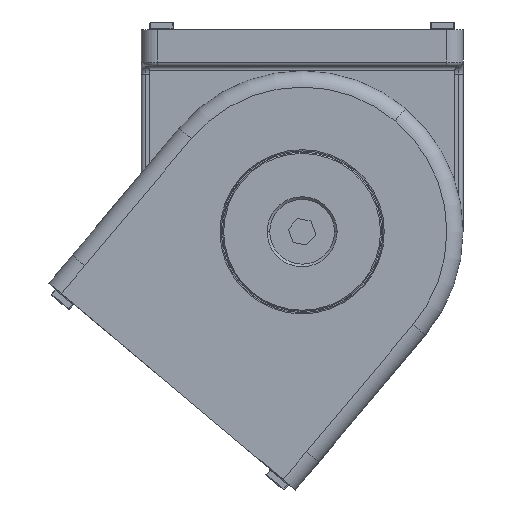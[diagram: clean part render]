
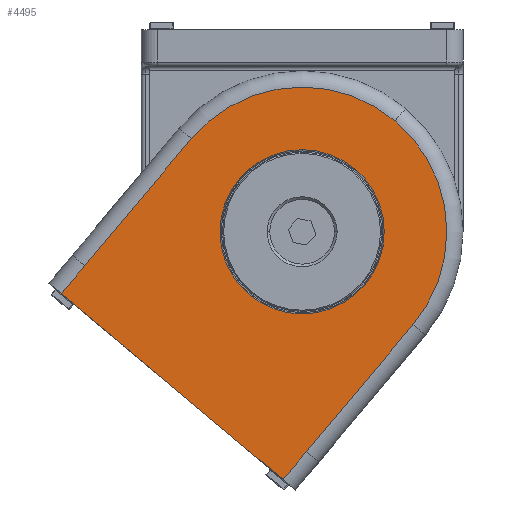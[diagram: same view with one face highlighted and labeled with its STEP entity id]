
A CAD part, front view. The second image highlights one B-rep face of the part: STEP entity #4495.
In plain terms, the highlighted face is planar.
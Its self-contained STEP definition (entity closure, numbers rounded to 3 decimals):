
#433 = FACE_OUTER_BOUND ( 'NONE', #9806, .T. ) ;
#543 = CARTESIAN_POINT ( 'NONE',  ( 0., 19.9, -41. ) ) ;
#550 = CARTESIAN_POINT ( 'NONE',  ( 0., 19.9, -41. ) ) ;
#780 = AXIS2_PLACEMENT_3D ( 'NONE', #9006, #11451, #4219 ) ;
#799 = AXIS2_PLACEMENT_3D ( 'NONE', #9087, #1895, #10330 ) ;
#1318 = VERTEX_POINT ( 'NONE', #14645 ) ;
#1468 = VECTOR ( 'NONE', #11381, 1000. ) ;
#1558 = CARTESIAN_POINT ( 'NONE',  ( -35.8, 19.9, -41. ) ) ;
#1775 = DIRECTION ( 'NONE',  ( 0., 0., -1. ) ) ;
#1782 = DIRECTION ( 'NONE',  ( 0., 0., -1. ) ) ;
#1830 = CARTESIAN_POINT ( 'NONE',  ( 35.8, 19.9, 9. ) ) ;
#1895 = DIRECTION ( 'NONE',  ( 0., 1., 0. ) ) ;
#1969 = VERTEX_POINT ( 'NONE', #1558 ) ;
#1984 = ORIENTED_EDGE ( 'NONE', *, *, #6348, .F. ) ;
#2676 = VECTOR ( 'NONE', #9110, 1000. ) ;
#2965 = ORIENTED_EDGE ( 'NONE', *, *, #6208, .T. ) ;
#3282 = FACE_BOUND ( 'NONE', #13294, .T. ) ;
#3554 = DIRECTION ( 'NONE',  ( 0., 1., 0. ) ) ;
#3607 = VERTEX_POINT ( 'NONE', #4363 ) ;
#3883 = LINE ( 'NONE', #9641, #7476 ) ;
#4141 = CARTESIAN_POINT ( 'NONE',  ( -45.5, 19.9, 9. ) ) ;
#4219 = DIRECTION ( 'NONE',  ( 0., 0., -1. ) ) ;
#4363 = CARTESIAN_POINT ( 'NONE',  ( -35.8, 19.9, 9. ) ) ;
#4495 = ADVANCED_FACE ( 'NONE', ( #3282, #433 ), #5375, .F. ) ;
#4979 = CIRCLE ( 'NONE', #7155, 20.319 ) ;
#5020 = EDGE_CURVE ( 'NONE', #1318, #3607, #10654, .T. ) ;
#5188 = DIRECTION ( 'NONE',  ( 0., 0., 1. ) ) ;
#5312 = CARTESIAN_POINT ( 'NONE',  ( 35.8, 19.9, 0. ) ) ;
#5357 = EDGE_CURVE ( 'NONE', #10354, #13390, #4979, .T. ) ;
#5375 = PLANE ( 'NONE',  #780 ) ;
#5769 = CARTESIAN_POINT ( 'NONE',  ( 0., 19.9, -61.319 ) ) ;
#5820 = CIRCLE ( 'NONE', #13467, 35.8 ) ;
#5854 = LINE ( 'NONE', #10303, #2676 ) ;
#6038 = DIRECTION ( 'NONE',  ( 0., 0., -1. ) ) ;
#6208 = EDGE_CURVE ( 'NONE', #1969, #1318, #12504, .T. ) ;
#6348 = EDGE_CURVE ( 'NONE', #13390, #10354, #11379, .T. ) ;
#6614 = CARTESIAN_POINT ( 'NONE',  ( 0., 19.9, -76.8 ) ) ;
#7061 = VERTEX_POINT ( 'NONE', #1830 ) ;
#7155 = AXIS2_PLACEMENT_3D ( 'NONE', #10777, #3554, #11980 ) ;
#7162 = CARTESIAN_POINT ( 'NONE',  ( 0., 19.9, -20.681 ) ) ;
#7476 = VECTOR ( 'NONE', #6038, 1000. ) ;
#8370 = ORIENTED_EDGE ( 'NONE', *, *, #5020, .T. ) ;
#8586 = EDGE_CURVE ( 'NONE', #10604, #13857, #5820, .T. ) ;
#8905 = VECTOR ( 'NONE', #13658, 1000. ) ;
#8971 = DIRECTION ( 'NONE',  ( 0., 1., 0. ) ) ;
#8979 = DIRECTION ( 'NONE',  ( 0., 1., 0. ) ) ;
#9006 = CARTESIAN_POINT ( 'NONE',  ( 39.8, 19.9, 0. ) ) ;
#9087 = CARTESIAN_POINT ( 'NONE',  ( 0., 19.9, -41. ) ) ;
#9110 = DIRECTION ( 'NONE',  ( 0., 0., -1. ) ) ;
#9164 = ORIENTED_EDGE ( 'NONE', *, *, #13827, .T. ) ;
#9252 = AXIS2_PLACEMENT_3D ( 'NONE', #543, #8971, #1775 ) ;
#9641 = CARTESIAN_POINT ( 'NONE',  ( 35.8, 19.9, 0. ) ) ;
#9789 = ORIENTED_EDGE ( 'NONE', *, *, #8586, .T. ) ;
#9806 = EDGE_LOOP ( 'NONE', ( #2965, #8370, #10822, #10940, #13992, #9789, #9164 ) ) ;
#10303 = CARTESIAN_POINT ( 'NONE',  ( 35.8, 19.9, 0. ) ) ;
#10330 = DIRECTION ( 'NONE',  ( 0., 0., -1. ) ) ;
#10354 = VERTEX_POINT ( 'NONE', #7162 ) ;
#10459 = CIRCLE ( 'NONE', #9252, 35.8 ) ;
#10604 = VERTEX_POINT ( 'NONE', #14967 ) ;
#10619 = EDGE_CURVE ( 'NONE', #3607, #7061, #14676, .T. ) ;
#10654 = LINE ( 'NONE', #12411, #12718 ) ;
#10777 = CARTESIAN_POINT ( 'NONE',  ( 0., 19.9, -41. ) ) ;
#10822 = ORIENTED_EDGE ( 'NONE', *, *, #10619, .T. ) ;
#10940 = ORIENTED_EDGE ( 'NONE', *, *, #11284, .T. ) ;
#11284 = EDGE_CURVE ( 'NONE', #7061, #13087, #5854, .T. ) ;
#11379 = CIRCLE ( 'NONE', #799, 20.319 ) ;
#11381 = DIRECTION ( 'NONE',  ( 1., 0., 0. ) ) ;
#11451 = DIRECTION ( 'NONE',  ( 0., -1., 0. ) ) ;
#11784 = EDGE_CURVE ( 'NONE', #13087, #10604, #3883, .T. ) ;
#11980 = DIRECTION ( 'NONE',  ( 0., 0., -1. ) ) ;
#12377 = CARTESIAN_POINT ( 'NONE',  ( -35.8, 19.9, 0. ) ) ;
#12411 = CARTESIAN_POINT ( 'NONE',  ( -35.8, 19.9, 9. ) ) ;
#12504 = LINE ( 'NONE', #12377, #8905 ) ;
#12718 = VECTOR ( 'NONE', #5188, 1000. ) ;
#12848 = ORIENTED_EDGE ( 'NONE', *, *, #5357, .F. ) ;
#13087 = VERTEX_POINT ( 'NONE', #5312 ) ;
#13294 = EDGE_LOOP ( 'NONE', ( #12848, #1984 ) ) ;
#13390 = VERTEX_POINT ( 'NONE', #5769 ) ;
#13467 = AXIS2_PLACEMENT_3D ( 'NONE', #550, #8979, #1782 ) ;
#13658 = DIRECTION ( 'NONE',  ( 0., 0., 1. ) ) ;
#13827 = EDGE_CURVE ( 'NONE', #13857, #1969, #10459, .T. ) ;
#13857 = VERTEX_POINT ( 'NONE', #6614 ) ;
#13992 = ORIENTED_EDGE ( 'NONE', *, *, #11784, .T. ) ;
#14645 = CARTESIAN_POINT ( 'NONE',  ( -35.8, 19.9, 0. ) ) ;
#14676 = LINE ( 'NONE', #4141, #1468 ) ;
#14967 = CARTESIAN_POINT ( 'NONE',  ( 35.8, 19.9, -41. ) ) ;
